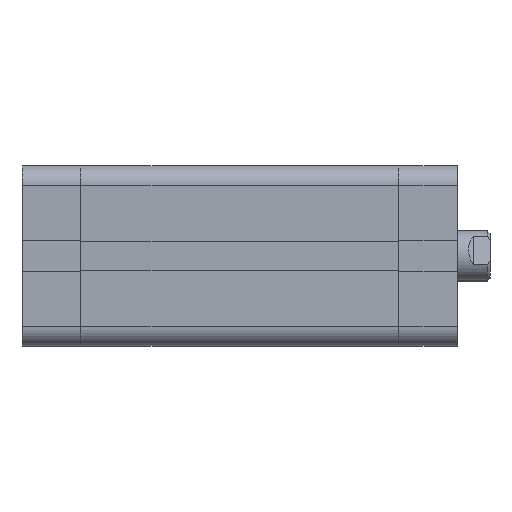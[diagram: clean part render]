
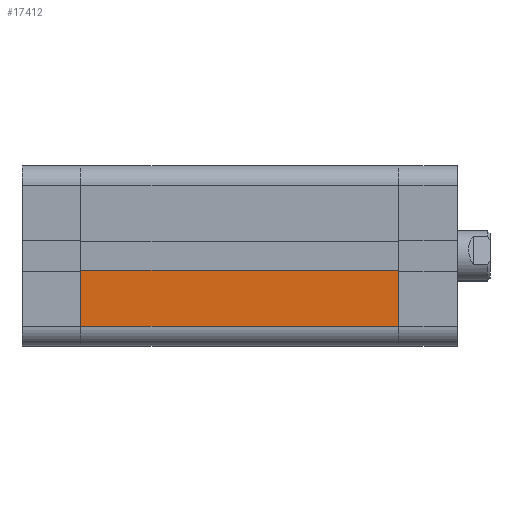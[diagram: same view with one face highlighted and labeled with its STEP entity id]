
A CAD part, front view. The second image highlights one B-rep face of the part: STEP entity #17412.
In plain terms, the highlighted planar face has unit normal (0, -1, 0).
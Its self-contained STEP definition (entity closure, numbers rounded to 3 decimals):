
#807 = EDGE_CURVE ( 'NONE', #16786, #22409, #18468, .T. ) ;
#823 = ORIENTED_EDGE ( 'NONE', *, *, #807, .F. ) ;
#1775 = CARTESIAN_POINT ( 'NONE',  ( 63.5, -18., -18. ) ) ;
#2232 = LINE ( 'NONE', #6787, #5917 ) ;
#2766 = CARTESIAN_POINT ( 'NONE',  ( 0., -18., -2.8 ) ) ;
#4840 = VECTOR ( 'NONE', #7481, 1000. ) ;
#5209 = EDGE_LOOP ( 'NONE', ( #6478, #9845, #21172, #823 ) ) ;
#5917 = VECTOR ( 'NONE', #11674, 1000. ) ;
#6478 = ORIENTED_EDGE ( 'NONE', *, *, #21246, .T. ) ;
#6787 = CARTESIAN_POINT ( 'NONE',  ( 63.5, -18., -14. ) ) ;
#7481 = DIRECTION ( 'NONE',  ( 0., 0., -1. ) ) ;
#8538 = VECTOR ( 'NONE', #16360, 1000. ) ;
#8561 = VERTEX_POINT ( 'NONE', #2766 ) ;
#8855 = LINE ( 'NONE', #12603, #8538 ) ;
#9119 = CARTESIAN_POINT ( 'NONE',  ( 63.5, -18., -2.8 ) ) ;
#9525 = CARTESIAN_POINT ( 'NONE',  ( 63.5, -18., -18. ) ) ;
#9845 = ORIENTED_EDGE ( 'NONE', *, *, #11911, .T. ) ;
#10795 = DIRECTION ( 'NONE',  ( -1., 0., 0. ) ) ;
#11674 = DIRECTION ( 'NONE',  ( 1., 0., 0. ) ) ;
#11899 = PLANE ( 'NONE',  #16634 ) ;
#11911 = EDGE_CURVE ( 'NONE', #8561, #21984, #8855, .T. ) ;
#12603 = CARTESIAN_POINT ( 'NONE',  ( 0., -18., -18. ) ) ;
#13419 = CARTESIAN_POINT ( 'NONE',  ( 63.5, -18., -14. ) ) ;
#13522 = FACE_OUTER_BOUND ( 'NONE', #5209, .T. ) ;
#15865 = CARTESIAN_POINT ( 'NONE',  ( 0., -18., -14. ) ) ;
#16360 = DIRECTION ( 'NONE',  ( 0., 0., -1. ) ) ;
#16634 = AXIS2_PLACEMENT_3D ( 'NONE', #9525, #23276, #21127 ) ;
#16786 = VERTEX_POINT ( 'NONE', #9119 ) ;
#17412 = ADVANCED_FACE ( 'NONE', ( #13522 ), #11899, .F. ) ;
#18468 = LINE ( 'NONE', #1775, #4840 ) ;
#18591 = EDGE_CURVE ( 'NONE', #21984, #22409, #2232, .T. ) ;
#19560 = VECTOR ( 'NONE', #10795, 1000. ) ;
#20288 = LINE ( 'NONE', #24186, #19560 ) ;
#21127 = DIRECTION ( 'NONE',  ( 0., 0., 1. ) ) ;
#21172 = ORIENTED_EDGE ( 'NONE', *, *, #18591, .T. ) ;
#21246 = EDGE_CURVE ( 'NONE', #16786, #8561, #20288, .T. ) ;
#21984 = VERTEX_POINT ( 'NONE', #15865 ) ;
#22409 = VERTEX_POINT ( 'NONE', #13419 ) ;
#23276 = DIRECTION ( 'NONE',  ( 0., 1., 0. ) ) ;
#24186 = CARTESIAN_POINT ( 'NONE',  ( 63.501, -18., -2.8 ) ) ;
